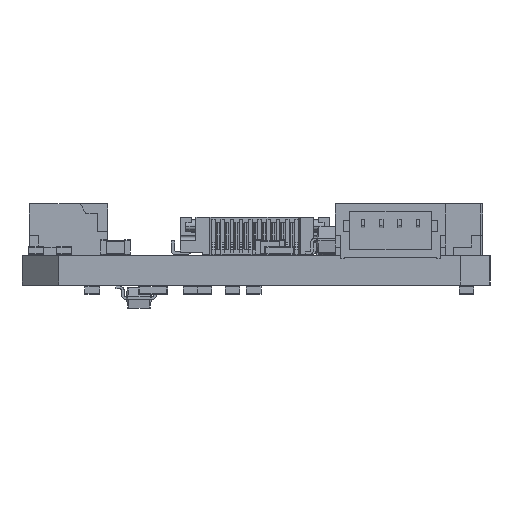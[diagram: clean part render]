
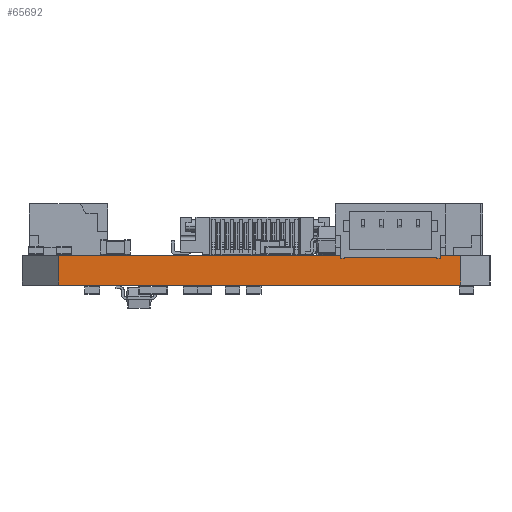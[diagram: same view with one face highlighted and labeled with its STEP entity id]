
A CAD part, left-side view. The second image highlights one B-rep face of the part: STEP entity #65692.
In plain terms, the highlighted planar face has unit normal (-1, 0, 0).
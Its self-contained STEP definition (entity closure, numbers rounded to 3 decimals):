
#65511 = PLANE('',#65512);
#65512 = AXIS2_PLACEMENT_3D('',#65513,#65514,#65515);
#65513 = CARTESIAN_POINT('',(1.6,-25.4,0.));
#65514 = DIRECTION('',(-0.707,-0.707,0.));
#65515 = DIRECTION('',(-0.707,0.707,0.));
#65536 = VERTEX_POINT('',#65537);
#65537 = CARTESIAN_POINT('',(0.,-23.8,1.6));
#65551 = PLANE('',#65552);
#65552 = AXIS2_PLACEMENT_3D('',#65553,#65554,#65555);
#65553 = CARTESIAN_POINT('',(18.124,-12.727,1.6));
#65554 = DIRECTION('',(-0.,-0.,-1.));
#65555 = DIRECTION('',(-1.,0.,0.));
#65563 = EDGE_CURVE('',#65564,#65536,#65566,.T.);
#65564 = VERTEX_POINT('',#65565);
#65565 = CARTESIAN_POINT('',(0.,-23.8,0.));
#65566 = SURFACE_CURVE('',#65567,(#65571,#65578),.PCURVE_S1.);
#65567 = LINE('',#65568,#65569);
#65568 = CARTESIAN_POINT('',(0.,-23.8,0.));
#65569 = VECTOR('',#65570,1.);
#65570 = DIRECTION('',(0.,0.,1.));
#65571 = PCURVE('',#65511,#65572);
#65572 = DEFINITIONAL_REPRESENTATION('',(#65573),#65577);
#65573 = LINE('',#65574,#65575);
#65574 = CARTESIAN_POINT('',(2.263,0.));
#65575 = VECTOR('',#65576,1.);
#65576 = DIRECTION('',(0.,-1.));
#65577 = ( GEOMETRIC_REPRESENTATION_CONTEXT(2) 
PARAMETRIC_REPRESENTATION_CONTEXT() REPRESENTATION_CONTEXT('2D SPACE',''
  ) );
#65578 = PCURVE('',#65579,#65584);
#65579 = PLANE('',#65580);
#65580 = AXIS2_PLACEMENT_3D('',#65581,#65582,#65583);
#65581 = CARTESIAN_POINT('',(0.,-23.8,0.));
#65582 = DIRECTION('',(-1.,0.,0.));
#65583 = DIRECTION('',(0.,1.,0.));
#65584 = DEFINITIONAL_REPRESENTATION('',(#65585),#65589);
#65585 = LINE('',#65586,#65587);
#65586 = CARTESIAN_POINT('',(0.,0.));
#65587 = VECTOR('',#65588,1.);
#65588 = DIRECTION('',(0.,-1.));
#65589 = ( GEOMETRIC_REPRESENTATION_CONTEXT(2) 
PARAMETRIC_REPRESENTATION_CONTEXT() REPRESENTATION_CONTEXT('2D SPACE',''
  ) );
#65605 = PLANE('',#65606);
#65606 = AXIS2_PLACEMENT_3D('',#65607,#65608,#65609);
#65607 = CARTESIAN_POINT('',(18.124,-12.727,0.));
#65608 = DIRECTION('',(-0.,-0.,-1.));
#65609 = DIRECTION('',(-1.,0.,0.));
#65692 = ADVANCED_FACE('',(#65693),#65579,.T.);
#65693 = FACE_BOUND('',#65694,.T.);
#65694 = EDGE_LOOP('',(#65695,#65696,#65719,#65747));
#65695 = ORIENTED_EDGE('',*,*,#65563,.T.);
#65696 = ORIENTED_EDGE('',*,*,#65697,.T.);
#65697 = EDGE_CURVE('',#65536,#65698,#65700,.T.);
#65698 = VERTEX_POINT('',#65699);
#65699 = CARTESIAN_POINT('',(0.,-2.,1.6));
#65700 = SURFACE_CURVE('',#65701,(#65705,#65712),.PCURVE_S1.);
#65701 = LINE('',#65702,#65703);
#65702 = CARTESIAN_POINT('',(0.,-23.8,1.6));
#65703 = VECTOR('',#65704,1.);
#65704 = DIRECTION('',(0.,1.,0.));
#65705 = PCURVE('',#65579,#65706);
#65706 = DEFINITIONAL_REPRESENTATION('',(#65707),#65711);
#65707 = LINE('',#65708,#65709);
#65708 = CARTESIAN_POINT('',(0.,-1.6));
#65709 = VECTOR('',#65710,1.);
#65710 = DIRECTION('',(1.,0.));
#65711 = ( GEOMETRIC_REPRESENTATION_CONTEXT(2) 
PARAMETRIC_REPRESENTATION_CONTEXT() REPRESENTATION_CONTEXT('2D SPACE',''
  ) );
#65712 = PCURVE('',#65551,#65713);
#65713 = DEFINITIONAL_REPRESENTATION('',(#65714),#65718);
#65714 = LINE('',#65715,#65716);
#65715 = CARTESIAN_POINT('',(18.124,-11.073));
#65716 = VECTOR('',#65717,1.);
#65717 = DIRECTION('',(0.,1.));
#65718 = ( GEOMETRIC_REPRESENTATION_CONTEXT(2) 
PARAMETRIC_REPRESENTATION_CONTEXT() REPRESENTATION_CONTEXT('2D SPACE',''
  ) );
#65719 = ORIENTED_EDGE('',*,*,#65720,.F.);
#65720 = EDGE_CURVE('',#65721,#65698,#65723,.T.);
#65721 = VERTEX_POINT('',#65722);
#65722 = CARTESIAN_POINT('',(0.,-2.,0.));
#65723 = SURFACE_CURVE('',#65724,(#65728,#65735),.PCURVE_S1.);
#65724 = LINE('',#65725,#65726);
#65725 = CARTESIAN_POINT('',(0.,-2.,0.));
#65726 = VECTOR('',#65727,1.);
#65727 = DIRECTION('',(0.,0.,1.));
#65728 = PCURVE('',#65579,#65729);
#65729 = DEFINITIONAL_REPRESENTATION('',(#65730),#65734);
#65730 = LINE('',#65731,#65732);
#65731 = CARTESIAN_POINT('',(21.8,0.));
#65732 = VECTOR('',#65733,1.);
#65733 = DIRECTION('',(0.,-1.));
#65734 = ( GEOMETRIC_REPRESENTATION_CONTEXT(2) 
PARAMETRIC_REPRESENTATION_CONTEXT() REPRESENTATION_CONTEXT('2D SPACE',''
  ) );
#65735 = PCURVE('',#65736,#65741);
#65736 = PLANE('',#65737);
#65737 = AXIS2_PLACEMENT_3D('',#65738,#65739,#65740);
#65738 = CARTESIAN_POINT('',(0.,-2.,0.));
#65739 = DIRECTION('',(-0.707,0.707,0.));
#65740 = DIRECTION('',(0.707,0.707,0.));
#65741 = DEFINITIONAL_REPRESENTATION('',(#65742),#65746);
#65742 = LINE('',#65743,#65744);
#65743 = CARTESIAN_POINT('',(0.,0.));
#65744 = VECTOR('',#65745,1.);
#65745 = DIRECTION('',(0.,-1.));
#65746 = ( GEOMETRIC_REPRESENTATION_CONTEXT(2) 
PARAMETRIC_REPRESENTATION_CONTEXT() REPRESENTATION_CONTEXT('2D SPACE',''
  ) );
#65747 = ORIENTED_EDGE('',*,*,#65748,.F.);
#65748 = EDGE_CURVE('',#65564,#65721,#65749,.T.);
#65749 = SURFACE_CURVE('',#65750,(#65754,#65761),.PCURVE_S1.);
#65750 = LINE('',#65751,#65752);
#65751 = CARTESIAN_POINT('',(0.,-23.8,0.));
#65752 = VECTOR('',#65753,1.);
#65753 = DIRECTION('',(0.,1.,0.));
#65754 = PCURVE('',#65579,#65755);
#65755 = DEFINITIONAL_REPRESENTATION('',(#65756),#65760);
#65756 = LINE('',#65757,#65758);
#65757 = CARTESIAN_POINT('',(0.,0.));
#65758 = VECTOR('',#65759,1.);
#65759 = DIRECTION('',(1.,0.));
#65760 = ( GEOMETRIC_REPRESENTATION_CONTEXT(2) 
PARAMETRIC_REPRESENTATION_CONTEXT() REPRESENTATION_CONTEXT('2D SPACE',''
  ) );
#65761 = PCURVE('',#65605,#65762);
#65762 = DEFINITIONAL_REPRESENTATION('',(#65763),#65767);
#65763 = LINE('',#65764,#65765);
#65764 = CARTESIAN_POINT('',(18.124,-11.073));
#65765 = VECTOR('',#65766,1.);
#65766 = DIRECTION('',(0.,1.));
#65767 = ( GEOMETRIC_REPRESENTATION_CONTEXT(2) 
PARAMETRIC_REPRESENTATION_CONTEXT() REPRESENTATION_CONTEXT('2D SPACE',''
  ) );
